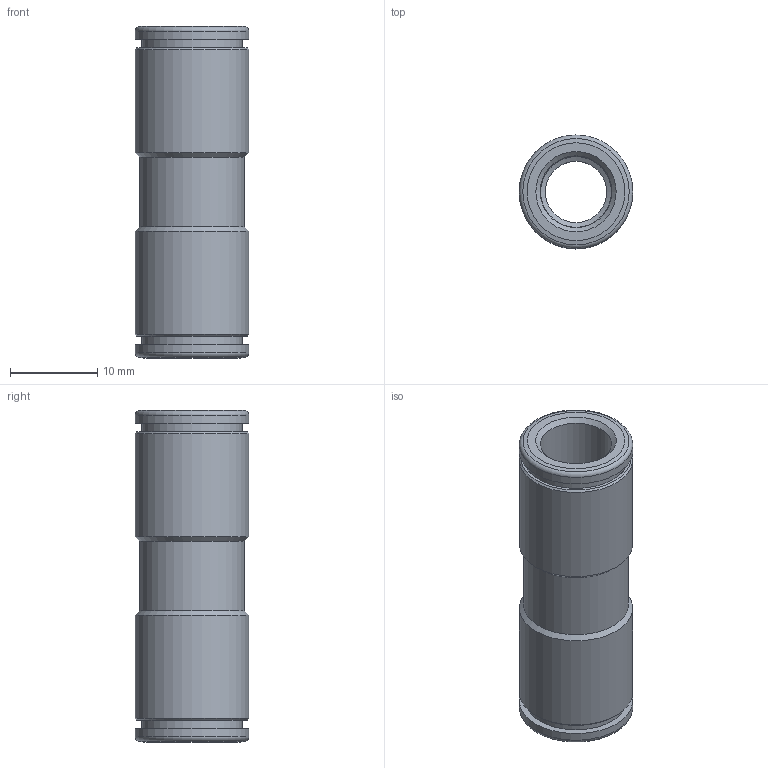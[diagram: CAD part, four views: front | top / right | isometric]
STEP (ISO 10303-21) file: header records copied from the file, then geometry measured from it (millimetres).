
FILE_DESCRIPTION(/* description */ (''),/* implementation_level */ '2;1');
FILE_NAME(/* name */ 'V200304_IPSO_03FKM_8_06.07.2015',/* time_stamp */ '2015-07-06T13:54:53+02:00',/* author */ (''),/* organization */ ('sopra-pneumatic'),/* preprocessor_version */ 'ST-DEVELOPER v14',/* originating_system */ 'HiCAD 2013 1802.4 Build 509',/* authorisation */ '');
FILE_SCHEMA (('AUTOMOTIVE_DESIGN { 1 0 10303 214 1 1 1 1 }'));
Length unit declared in the file: millimetre
Products named in the file (4): Root; DR8_NEU; R200304-N
Assembly tree (3 placements, depth 2):
  Root
    DR8_NEU
    DR8_NEU
    R200304-N
Bounding box: 13 x 13 x 38 mm (x, y, z)
Volume: 2345.7 mm3; surface area: 3913.1 mm2
Topology: 3 solids, 3 shells, 50 faces, 93 edges, 53 vertices
Faces by surface type: cone 20, cylinder 18, plane 10, torus 2
Full cylindrical faces by diameter (mm): 7 x1, 8.1 x2, 8.2 x2, 10.1 x2, 11 x2, 11.5 x2, 11.6 x2, 12 x1, 13 x4
Entity records: 1598 total; most frequent: DIRECTION 212, CARTESIAN_POINT 156, AXIS2_PLACEMENT_3D 106, PRESENTATION_STYLE_ASSIGNMENT 103, COLOUR_RGB 101, DRAUGHTING_PRE_DEFINED_CURVE_FONT 100, CURVE_STYLE 100, OVER_RIDING_STYLED_ITEM 100
